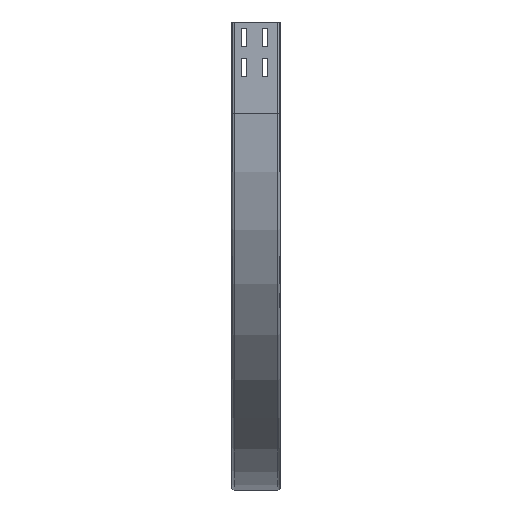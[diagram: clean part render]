
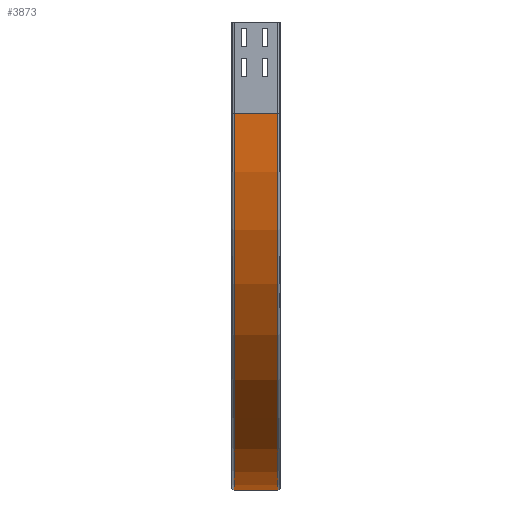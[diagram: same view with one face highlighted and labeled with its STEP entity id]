
A CAD part, left-side view. The second image highlights one B-rep face of the part: STEP entity #3873.
In plain terms, the highlighted cylindrical face has radius 620 mm (diameter 1240 mm), a partial arc.
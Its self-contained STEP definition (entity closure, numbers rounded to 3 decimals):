
#164=CIRCLE('',#4239,620.);
#166=CIRCLE('',#4242,620.);
#219=CYLINDRICAL_SURFACE('',#4241,620.);
#383=FACE_OUTER_BOUND('',#633,.T.);
#633=EDGE_LOOP('',(#3185,#3186,#3187,#3188));
#1013=LINE('',#6145,#1457);
#1037=LINE('',#6232,#1481);
#1457=VECTOR('',#5007,10.);
#1481=VECTOR('',#5109,10.);
#1823=VERTEX_POINT('',#6138);
#1825=VERTEX_POINT('',#6144);
#1848=VERTEX_POINT('',#6226);
#1849=VERTEX_POINT('',#6230);
#2271=EDGE_CURVE('',#1823,#1825,#1013,.T.);
#2312=EDGE_CURVE('',#1848,#1823,#164,.T.);
#2314=EDGE_CURVE('',#1849,#1825,#166,.T.);
#2315=EDGE_CURVE('',#1849,#1848,#1037,.T.);
#3185=ORIENTED_EDGE('',*,*,#2271,.T.);
#3186=ORIENTED_EDGE('',*,*,#2314,.F.);
#3187=ORIENTED_EDGE('',*,*,#2315,.T.);
#3188=ORIENTED_EDGE('',*,*,#2312,.T.);
#3873=ADVANCED_FACE('',(#383),#219,.T.);
#4239=AXIS2_PLACEMENT_3D('',#6227,#5101,#5102);
#4241=AXIS2_PLACEMENT_3D('',#6229,#5105,#5106);
#4242=AXIS2_PLACEMENT_3D('',#6231,#5107,#5108);
#5007=DIRECTION('',(0.,-1.,0.));
#5101=DIRECTION('center_axis',(0.,-1.,0.));
#5102=DIRECTION('ref_axis',(-1.,0.,0.));
#5105=DIRECTION('center_axis',(0.,-1.,0.));
#5106=DIRECTION('ref_axis',(-1.,0.,0.));
#5107=DIRECTION('center_axis',(0.,-1.,0.));
#5108=DIRECTION('ref_axis',(-1.,0.,0.));
#5109=DIRECTION('',(0.,1.,0.));
#6138=CARTESIAN_POINT('',(589.,76.,-620.));
#6144=CARTESIAN_POINT('',(589.,4.,-620.));
#6145=CARTESIAN_POINT('',(589.,76.,-620.));
#6226=CARTESIAN_POINT('',(-31.,76.,0.));
#6227=CARTESIAN_POINT('Origin',(589.,76.,0.));
#6229=CARTESIAN_POINT('Origin',(589.,35.493,0.));
#6230=CARTESIAN_POINT('',(-31.,4.,0.));
#6231=CARTESIAN_POINT('Origin',(589.,4.,0.));
#6232=CARTESIAN_POINT('',(-31.,89.048,0.));
